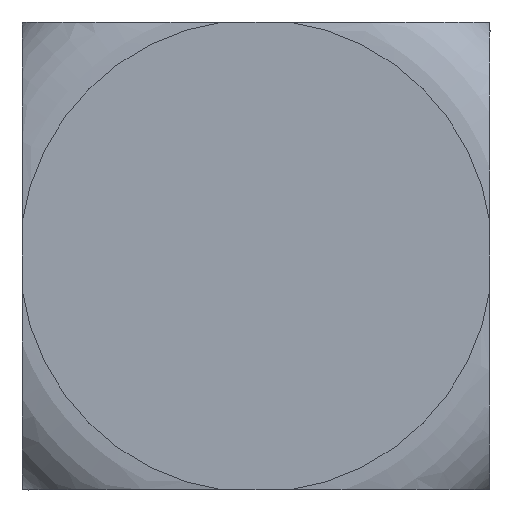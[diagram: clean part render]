
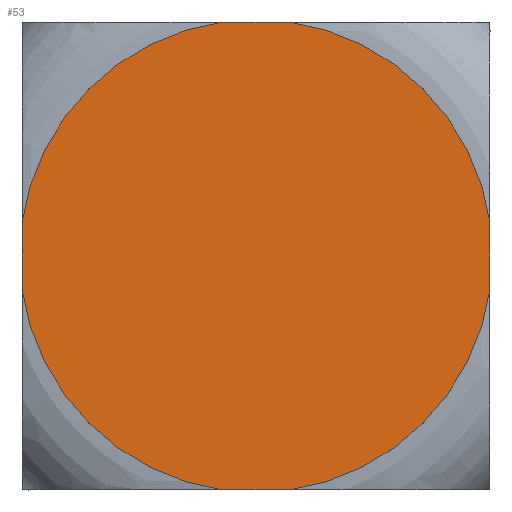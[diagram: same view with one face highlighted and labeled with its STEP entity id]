
A CAD part, left-side view. The second image highlights one B-rep face of the part: STEP entity #53.
In plain terms, the highlighted planar face has unit normal (-1, 0, 0).
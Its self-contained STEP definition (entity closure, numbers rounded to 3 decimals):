
#53 = ADVANCED_FACE( '', ( #121 ), #122, .F. );
#121 = FACE_OUTER_BOUND( '', #202, .T. );
#122 = PLANE( '', #203 );
#202 = EDGE_LOOP( '', ( #291, #292, #293, #294, #295, #296, #297, #298 ) );
#203 = AXIS2_PLACEMENT_3D( '', #299, #300, #301 );
#291 = ORIENTED_EDGE( '', *, *, #476, .F. );
#292 = ORIENTED_EDGE( '', *, *, #477, .F. );
#293 = ORIENTED_EDGE( '', *, *, #478, .F. );
#294 = ORIENTED_EDGE( '', *, *, #479, .F. );
#295 = ORIENTED_EDGE( '', *, *, #480, .F. );
#296 = ORIENTED_EDGE( '', *, *, #481, .F. );
#297 = ORIENTED_EDGE( '', *, *, #482, .F. );
#298 = ORIENTED_EDGE( '', *, *, #474, .F. );
#299 = CARTESIAN_POINT( '', ( 0., 0., 0. ) );
#300 = DIRECTION( '', ( 1., 0., 0. ) );
#301 = DIRECTION( '', ( 0., 0., -1. ) );
#474 = EDGE_CURVE( '', #559, #555, #561, .T. );
#476 = EDGE_CURVE( '', #563, #559, #564, .T. );
#477 = EDGE_CURVE( '', #565, #563, #566, .T. );
#478 = EDGE_CURVE( '', #567, #565, #568, .T. );
#479 = EDGE_CURVE( '', #569, #567, #570, .T. );
#480 = EDGE_CURVE( '', #571, #569, #572, .T. );
#481 = EDGE_CURVE( '', #573, #571, #574, .T. );
#482 = EDGE_CURVE( '', #555, #573, #575, .T. );
#555 = VERTEX_POINT( '', #664 );
#559 = VERTEX_POINT( '', #687 );
#561 = CIRCLE( '', #708, 9.09 );
#563 = VERTEX_POINT( '', #710 );
#564 = LINE( '', #711, #712 );
#565 = VERTEX_POINT( '', #713 );
#566 = CIRCLE( '', #714, 9.09 );
#567 = VERTEX_POINT( '', #715 );
#568 = LINE( '', #716, #717 );
#569 = VERTEX_POINT( '', #718 );
#570 = CIRCLE( '', #719, 9.09 );
#571 = VERTEX_POINT( '', #720 );
#572 = LINE( '', #721, #722 );
#573 = VERTEX_POINT( '', #723 );
#574 = CIRCLE( '', #724, 9.09 );
#575 = LINE( '', #725, #726 );
#664 = CARTESIAN_POINT( '', ( 0., 1.276, 9. ) );
#687 = CARTESIAN_POINT( '', ( 0., 9., 1.276 ) );
#708 = AXIS2_PLACEMENT_3D( '', #953, #954, #955 );
#710 = CARTESIAN_POINT( '', ( 0., 9., -1.276 ) );
#711 = CARTESIAN_POINT( '', ( 0., 9., -9. ) );
#712 = VECTOR( '', #956, 1000. );
#713 = CARTESIAN_POINT( '', ( 0., 1.276, -9. ) );
#714 = AXIS2_PLACEMENT_3D( '', #957, #958, #959 );
#715 = CARTESIAN_POINT( '', ( 0., -1.276, -9. ) );
#716 = CARTESIAN_POINT( '', ( 0., -9., -9. ) );
#717 = VECTOR( '', #960, 1000. );
#718 = CARTESIAN_POINT( '', ( 0., -9., -1.276 ) );
#719 = AXIS2_PLACEMENT_3D( '', #961, #962, #963 );
#720 = CARTESIAN_POINT( '', ( 0., -9., 1.276 ) );
#721 = CARTESIAN_POINT( '', ( 0., -9., 9. ) );
#722 = VECTOR( '', #964, 1000. );
#723 = CARTESIAN_POINT( '', ( 0., -1.276, 9. ) );
#724 = AXIS2_PLACEMENT_3D( '', #965, #966, #967 );
#725 = CARTESIAN_POINT( '', ( 0., 9., 9. ) );
#726 = VECTOR( '', #968, 1000. );
#953 = CARTESIAN_POINT( '', ( 0., 0., 0. ) );
#954 = DIRECTION( '', ( 1., 0., 0. ) );
#955 = DIRECTION( '', ( 0., 0., -1. ) );
#956 = DIRECTION( '', ( 0., 0., 1. ) );
#957 = CARTESIAN_POINT( '', ( 0., 0., 0. ) );
#958 = DIRECTION( '', ( 1., 0., 0. ) );
#959 = DIRECTION( '', ( 0., 0., -1. ) );
#960 = DIRECTION( '', ( 0., 1., 0. ) );
#961 = CARTESIAN_POINT( '', ( 0., 0., 0. ) );
#962 = DIRECTION( '', ( 1., 0., 0. ) );
#963 = DIRECTION( '', ( 0., 0., -1. ) );
#964 = DIRECTION( '', ( 0., 0., -1. ) );
#965 = CARTESIAN_POINT( '', ( 0., 0., 0. ) );
#966 = DIRECTION( '', ( 1., 0., 0. ) );
#967 = DIRECTION( '', ( 0., 0., -1. ) );
#968 = DIRECTION( '', ( 0., -1., 0. ) );
